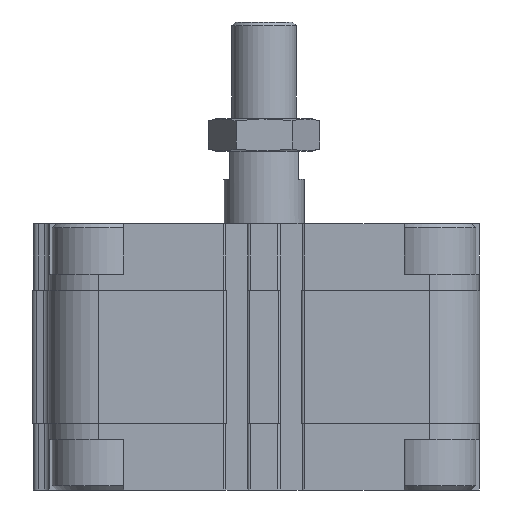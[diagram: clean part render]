
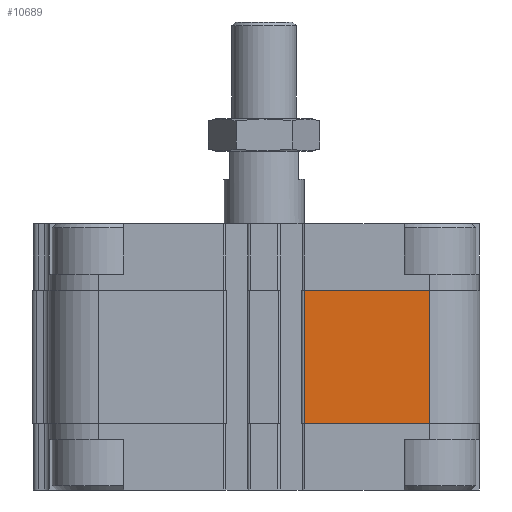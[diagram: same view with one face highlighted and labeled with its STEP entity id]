
A CAD part, left-side view. The second image highlights one B-rep face of the part: STEP entity #10689.
In plain terms, the highlighted face is planar.
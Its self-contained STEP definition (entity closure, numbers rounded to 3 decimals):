
#2027=ORIENTED_EDGE('',*,*,#4743,.F.);
#2028=ORIENTED_EDGE('',*,*,#4828,.F.);
#2029=ORIENTED_EDGE('',*,*,#4442,.T.);
#2030=ORIENTED_EDGE('',*,*,#4829,.T.);
#4442=EDGE_CURVE('',#5991,#5990,#6919,.T.);
#4743=EDGE_CURVE('',#6179,#6180,#7133,.T.);
#4828=EDGE_CURVE('',#5991,#6179,#7186,.T.);
#4829=EDGE_CURVE('',#5990,#6180,#7187,.T.);
#5990=VERTEX_POINT('',#16380);
#5991=VERTEX_POINT('',#16382);
#6179=VERTEX_POINT('',#16975);
#6180=VERTEX_POINT('',#16977);
#6919=LINE('',#16381,#7895);
#7133=LINE('',#16976,#8109);
#7186=LINE('',#17147,#8162);
#7187=LINE('',#17149,#8163);
#7895=VECTOR('',#12710,1000.);
#8109=VECTOR('',#13308,1000.);
#8162=VECTOR('',#13483,1000.);
#8163=VECTOR('',#13486,1000.);
#8790=EDGE_LOOP('',(#2027,#2028,#2029,#2030));
#9540=FACE_BOUND('',#8790,.T.);
#10208=PLANE('',#11563);
#10689=ADVANCED_FACE('',(#9540),#10208,.T.);
#11563=AXIS2_PLACEMENT_3D('',#17148,#13484,#13485);
#12710=DIRECTION('',(0.,1.,0.));
#13308=DIRECTION('',(0.,1.,0.));
#13483=DIRECTION('',(0.,0.,1.));
#13484=DIRECTION('',(1.,0.,0.));
#13485=DIRECTION('',(0.,0.,-1.));
#13486=DIRECTION('',(0.,0.,1.));
#16380=CARTESIAN_POINT('',(53.5,41.,-49.5));
#16381=CARTESIAN_POINT('',(53.5,9.95,-49.5));
#16382=CARTESIAN_POINT('',(53.5,9.95,-49.5));
#16975=CARTESIAN_POINT('',(53.5,9.95,-16.5));
#16976=CARTESIAN_POINT('',(53.5,9.95,-16.5));
#16977=CARTESIAN_POINT('',(53.5,41.,-16.5));
#17147=CARTESIAN_POINT('',(53.5,9.95,-49.5));
#17148=CARTESIAN_POINT('',(53.5,9.95,-49.5));
#17149=CARTESIAN_POINT('',(53.5,41.,-49.5));
